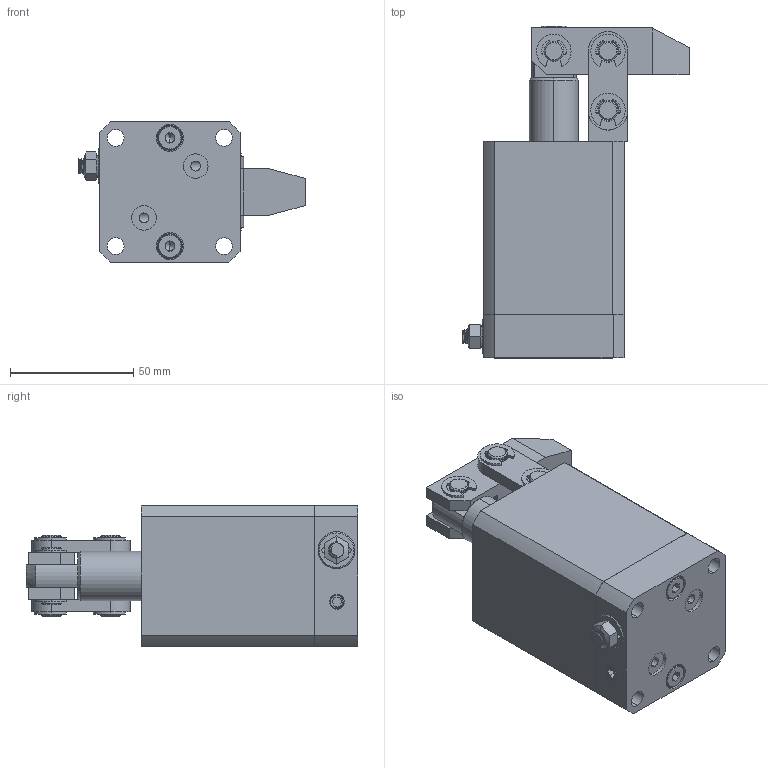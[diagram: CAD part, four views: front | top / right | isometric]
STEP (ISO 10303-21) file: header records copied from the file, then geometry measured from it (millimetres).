
FILE_DESCRIPTION (( 'STEP AP214' ), '1' );
FILE_NAME ('CHLC-MF32.STEP', '2019-11-25T06:25:09', ( 'Windows' ), ( 'Microsoft' ), 'SwSTEP 2.0', 'SolidWorks 2015', '' );
FILE_SCHEMA (( 'AUTOMOTIVE_DESIGN' ));
Length unit declared in the file: millimetre
Products named in the file (15): TXF_ASM; TSF-01; TXF-02; CHLC-32-04; CHLC-32-02; CHLC-32-03; CHLC-32-08; CHLC-MF32-02; CHLC-MF32-01; CHLC-MF32; 揤旋; M6LC; M6LS; LHC01D-40-08; M6
Assembly tree (22 placements, depth 3):
  CHLC-MF32
    CHLC-MF32-01
    CHLC-MF32-02
    CHLC-32-08
    CHLC-32-03  x2
    CHLC-32-02
    CHLC-32-04  x2
    TXF_ASM
      TXF-02
      TSF-01
    M6
    LHC01D-40-08  x6
    M6LS
    M6LC  x2
    揤旋
Bounding box: 92 x 134.8 x 57 mm (x, y, z)
Volume: 290672.4 mm3; surface area: 75248.6 mm2
Topology: 21 solids, 21 shells, 1152 faces, 3119 edges, 2042 vertices
Faces by surface type: cylinder 539, plane 485, cone 79, bspline 49
Entity records: 43757 total; most frequent: CARTESIAN_POINT 18829, ORIENTED_EDGE 3706, DIRECTION 3100, EDGE_CURVE 1853, VERTEX_POINT 1213, AXIS2_PLACEMENT_3D 1197, EDGE_LOOP 788, UNCERTAINTY_MEASURE_WITH_UNIT 741
